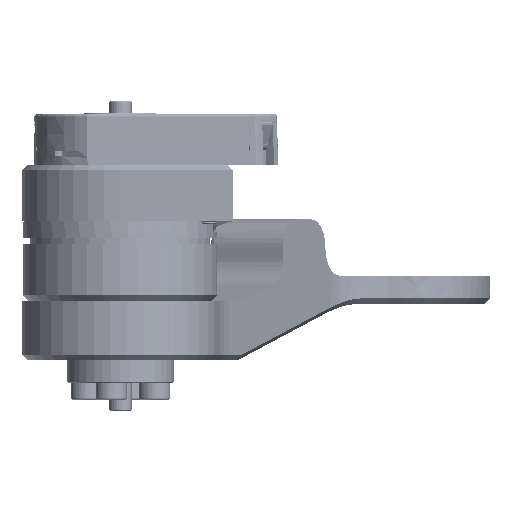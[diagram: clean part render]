
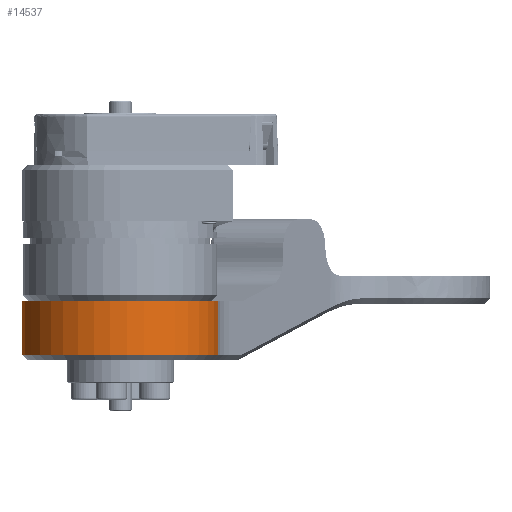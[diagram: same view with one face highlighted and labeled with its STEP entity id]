
A CAD part, left-side view. The second image highlights one B-rep face of the part: STEP entity #14537.
In plain terms, the highlighted cylindrical face has radius 17.5 mm (diameter 35 mm), a partial arc.
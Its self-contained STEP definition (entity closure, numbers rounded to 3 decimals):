
#5034=FACE_OUTER_BOUND('',#19100,.T.);
#7870=LINE('',#64318,#10958);
#7871=LINE('',#64322,#10959);
#10958=VECTOR('',#50740,1.);
#10959=VECTOR('',#50743,1.);
#13943=CYLINDRICAL_SURFACE('',#45572,17.5);
#14537=ADVANCED_FACE('',(#5034),#13943,.T.);
#19100=EDGE_LOOP('',(#22484,#22485,#22486,#22487));
#22484=ORIENTED_EDGE('',*,*,#37652,.T.);
#22485=ORIENTED_EDGE('',*,*,#37653,.T.);
#22486=ORIENTED_EDGE('',*,*,#37654,.T.);
#22487=ORIENTED_EDGE('',*,*,#37609,.F.);
#33826=VERTEX_POINT('',#64204);
#33827=VERTEX_POINT('',#64205);
#33868=VERTEX_POINT('',#64319);
#33869=VERTEX_POINT('',#64321);
#37609=EDGE_CURVE('',#33826,#33827,#43280,.T.);
#37652=EDGE_CURVE('',#33826,#33868,#7870,.T.);
#37653=EDGE_CURVE('',#33868,#33869,#43297,.T.);
#37654=EDGE_CURVE('',#33869,#33827,#7871,.T.);
#43280=CIRCLE('',#45548,17.5);
#43297=CIRCLE('',#45571,17.5);
#45548=AXIS2_PLACEMENT_3D('',#64203,#50669,#50670);
#45571=AXIS2_PLACEMENT_3D('',#64320,#50741,#50742);
#45572=AXIS2_PLACEMENT_3D('',#64323,#50744,#50745);
#50669=DIRECTION('',(0.,1.,0.));
#50670=DIRECTION('',(0.,0.,1.));
#50740=DIRECTION('',(0.,-1.,0.));
#50741=DIRECTION('',(0.,1.,0.));
#50742=DIRECTION('',(0.,0.,-1.));
#50743=DIRECTION('',(0.,1.,0.));
#50744=DIRECTION('',(0.,1.,0.));
#50745=DIRECTION('',(0.,0.,1.));
#64203=CARTESIAN_POINT('',(-70.734,-4.5,33.796));
#64204=CARTESIAN_POINT('',(-53.648,-4.5,30.012));
#64205=CARTESIAN_POINT('',(-68.414,-4.5,51.142));
#64318=CARTESIAN_POINT('',(-53.648,-15.,30.012));
#64319=CARTESIAN_POINT('',(-53.648,-14.,30.012));
#64320=CARTESIAN_POINT('',(-70.734,-14.,33.796));
#64321=CARTESIAN_POINT('',(-68.414,-14.,51.142));
#64322=CARTESIAN_POINT('',(-68.414,-15.,51.142));
#64323=CARTESIAN_POINT('',(-70.734,-15.,33.796));
